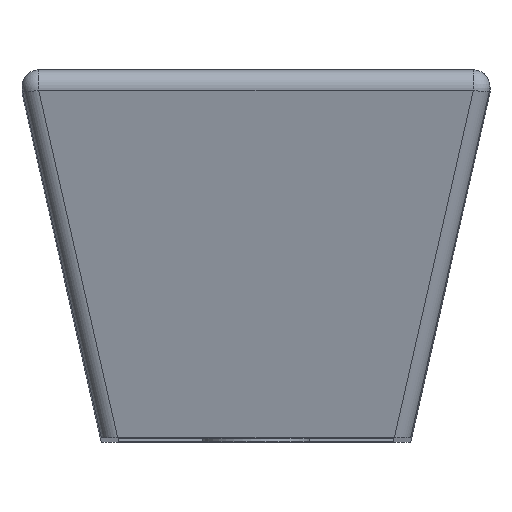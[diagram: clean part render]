
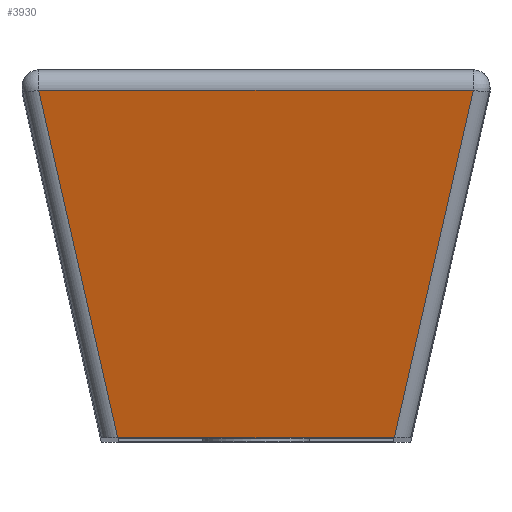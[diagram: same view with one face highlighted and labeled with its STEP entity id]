
A CAD part, top view. The second image highlights one B-rep face of the part: STEP entity #3930.
In plain terms, the highlighted planar face has unit normal (0, -0.222, 0.975).
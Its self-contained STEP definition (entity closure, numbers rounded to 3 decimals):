
#3540=CARTESIAN_POINT('',(65.75,-2.835,74.356));
#3550=DIRECTION('',(0.,0.222,-0.975));
#3560=DIRECTION('',(0.,-0.975,-0.222));
#3570=AXIS2_PLACEMENT_3D('',#3540,#3550,#3560);
#3580=PLANE('',#3570);
#3590=CARTESIAN_POINT('',(8.224,-0.222,
74.95));
#3600=DIRECTION('',(-0.216,-0.952,
-0.216));
#3610=VECTOR('',#3600,1.);
#3620=LINE('',#3590,#3610);
#3630=CARTESIAN_POINT('',(12.997,20.778,
79.722));
#3640=VERTEX_POINT('',#3630);
#3650=CARTESIAN_POINT('',(8.275,0.,75.));
#3660=VERTEX_POINT('',#3650);
#3670=EDGE_CURVE('',#3640,#3660,#3620,.T.);
#3680=ORIENTED_EDGE('',*,*,#3670,.F.);
#3690=CARTESIAN_POINT('',(0.,0.,75.));
#3700=DIRECTION('',(1.,0.,0.));
#3710=VECTOR('',#3700,1.);
#3720=LINE('',#3690,#3710);
#3730=CARTESIAN_POINT('',(-8.275,0.,75.));
#3740=VERTEX_POINT('',#3730);
#3750=EDGE_CURVE('',#3740,#3660,#3720,.T.);
#3760=ORIENTED_EDGE('',*,*,#3750,.T.);
#3770=CARTESIAN_POINT('',(-8.224,-0.222,
74.95));
#3780=DIRECTION('',(0.216,-0.952,
-0.216));
#3790=VECTOR('',#3780,1.);
#3800=LINE('',#3770,#3790);
#3810=CARTESIAN_POINT('',(-12.997,20.778,
79.722));
#3820=VERTEX_POINT('',#3810);
#3830=EDGE_CURVE('',#3820,#3740,#3800,.T.);
#3840=ORIENTED_EDGE('',*,*,#3830,.T.);
#3850=CARTESIAN_POINT('',(0.,20.778,79.722));
#3860=DIRECTION('',(1.,0.,0.));
#3870=VECTOR('',#3860,1.);
#3880=LINE('',#3850,#3870);
#3890=EDGE_CURVE('',#3820,#3640,#3880,.T.);
#3900=ORIENTED_EDGE('',*,*,#3890,.F.);
#3910=EDGE_LOOP('',(#3900,#3840,#3760,#3680));
#3920=FACE_OUTER_BOUND('',#3910,.T.);
#3930=ADVANCED_FACE('',(#3920),#3580,.F.);
